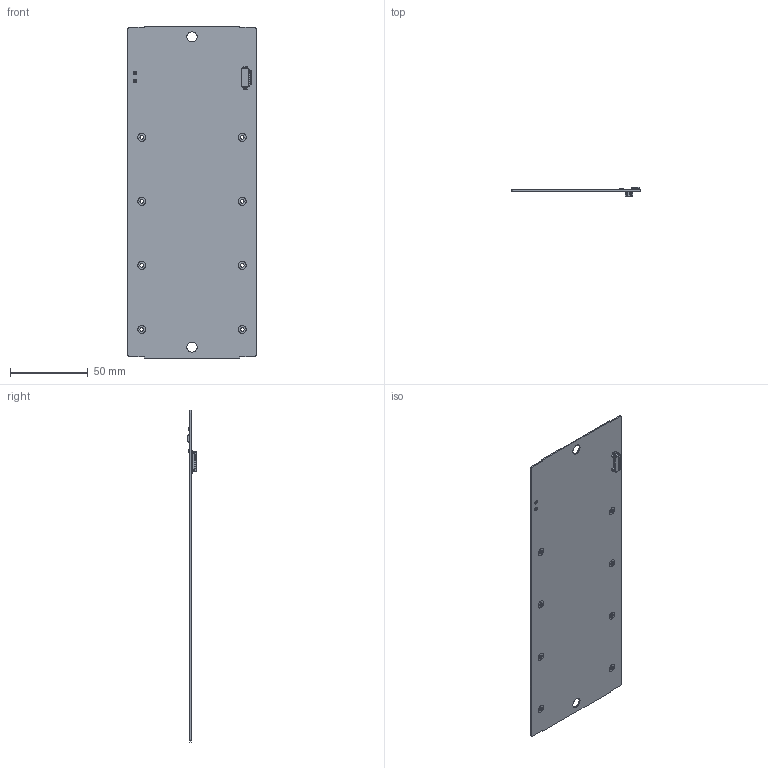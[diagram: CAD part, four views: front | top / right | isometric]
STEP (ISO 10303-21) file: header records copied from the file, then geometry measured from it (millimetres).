
FILE_DESCRIPTION (( 'STEP AP214' ), '1' );
FILE_NAME ('710-00770-B CSK 2U Fixed Solar Panel .031.STEP', '2019-05-30T23:52:04', ( '' ), ( '' ), 'SwSTEP 2.0', 'SolidWorks 2014', '' );
FILE_SCHEMA (( 'AUTOMOTIVE_DESIGN' ));
Length unit declared in the file: inch
Products named in the file (2): 710-00770-B CSK 2U Fixed Solar Panel .031
Bounding box: 82.55 x 6.14 x 214 mm (x, y, z)
Volume: 16164.2 mm3; surface area: 57845.9 mm2
Topology: 6 solids, 6 shells, 912 faces, 2451 edges, 1612 vertices
Faces by surface type: plane 736, cylinder 172, cone 4
Entity records: 34933 total; most frequent: CARTESIAN_POINT 4977, ORIENTED_EDGE 4902, DIRECTION 4633, EDGE_CURVE 2451, LINE 2097, VECTOR 2097, VERTEX_POINT 1612, AXIS2_PLACEMENT_3D 1268
